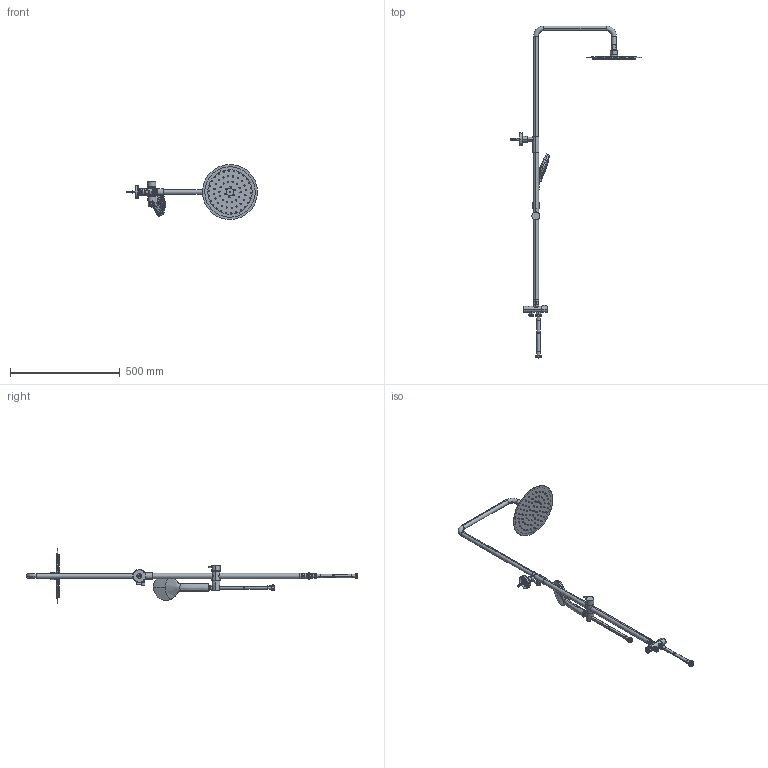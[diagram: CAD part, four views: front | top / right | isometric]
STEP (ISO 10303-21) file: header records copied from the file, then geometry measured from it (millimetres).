
FILE_DESCRIPTION (( 'STEP AP214' ), '1' );
FILE_NAME ('40BL-A.STEP', '2022-02-20T12:56:39', ( 'China' ), ( 'Home' ), 'SwSTEP 2.0', 'SolidWorks 2018', '' );
FILE_SCHEMA (( 'AUTOMOTIVE_DESIGN' ));
Length unit declared in the file: millimetre
Products named in the file (23): 19x11す菜え; 8686諉芛郋; 盓殤翋极54661; 輛阨奪515; 花洒支架; sdf俔奪; 堤阨奪-菜え; 奪0566322; 38花洒; 壩梠郋; 花洒软管1530; 翋极; 奪00522; 煦阨ん杶璃055165; 黑芛052412132; 300埴階驗; 25盓殤杶璃; 赻馴蹟佪-3; M5; 25Х釱055; 蹟簽; 88密封圈; 40BL-A
Assembly tree (28 placements, depth 3):
  40BL-A
    煦阨ん杶璃055165
      翋极
      8686諉芛郋
      88密封圈
      蹟簽
      19x11す菜え
      黑芛052412132
      M5
    sdf俔奪
      奪00522
      奪0566322
    25盓殤杶璃
      盓殤翋极54661
      25Х釱055
      M5  x2
      赻馴蹟佪-3
      壩梠郋
    花洒支架
    花洒软管1530
    輛阨奪515
    堤阨奪-菜え  x5
    300埴階驗
    38花洒
Bounding box: 594.68 x 1509.8 x 249.36 mm (x, y, z)
Volume: 952112.2 mm3; surface area: 516589 mm2
Topology: 27 solids, 30 shells, 1539 faces, 3348 edges, 2212 vertices
Faces by surface type: cylinder 744, plane 389, torus 164, sphere 132, cone 73, bspline 37
Entity records: 63709 total; most frequent: CARTESIAN_POINT 30918, DIRECTION 6515, ORIENTED_EDGE 6472, EDGE_CURVE 3236, AXIS2_PLACEMENT_3D 2763, VERTEX_POINT 2142, EDGE_LOOP 1878, ADVANCED_FACE 1487
